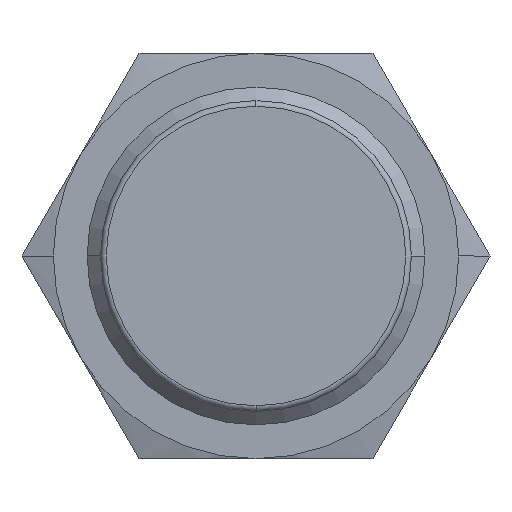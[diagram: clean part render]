
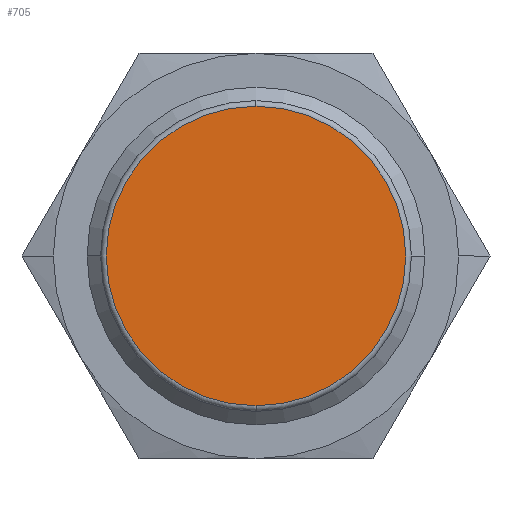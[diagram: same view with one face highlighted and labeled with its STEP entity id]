
A CAD part, left-side view. The second image highlights one B-rep face of the part: STEP entity #705.
In plain terms, the highlighted face is planar.
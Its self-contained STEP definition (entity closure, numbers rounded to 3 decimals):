
#203 = DIRECTION ( 'NONE',  ( 0., -1., 0. ) ) ;
#292 = CARTESIAN_POINT ( 'NONE',  ( 0., 40.278, 0. ) ) ;
#335 = AXIS2_PLACEMENT_3D ( 'NONE', #3802, #1106, #1419 ) ;
#618 = ORIENTED_EDGE ( 'NONE', *, *, #3405, .F. ) ;
#637 = CIRCLE ( 'NONE', #335, 13.3 ) ;
#705 = ADVANCED_FACE ( 'NONE', ( #2175 ), #1438, .T. ) ;
#873 = CARTESIAN_POINT ( 'NONE',  ( -6.65, 40.278, 0. ) ) ;
#1002 = CIRCLE ( 'NONE', #2880, 13.3 ) ;
#1106 = DIRECTION ( 'NONE',  ( 0., -1., 0. ) ) ;
#1419 = DIRECTION ( 'NONE',  ( -1., 0., 0. ) ) ;
#1438 = PLANE ( 'NONE',  #2955 ) ;
#1728 = ORIENTED_EDGE ( 'NONE', *, *, #1905, .F. ) ;
#1897 = CARTESIAN_POINT ( 'NONE',  ( 0., 40.278, -13.3 ) ) ;
#1905 = EDGE_CURVE ( 'NONE', #2248, #3793, #1002, .T. ) ;
#1990 = DIRECTION ( 'NONE',  ( -1., 0., 0. ) ) ;
#2002 = CARTESIAN_POINT ( 'NONE',  ( 0., 40.278, 13.3 ) ) ;
#2046 = DIRECTION ( 'NONE',  ( -1., 0., 0. ) ) ;
#2175 = FACE_OUTER_BOUND ( 'NONE', #3785, .T. ) ;
#2248 = VERTEX_POINT ( 'NONE', #1897 ) ;
#2880 = AXIS2_PLACEMENT_3D ( 'NONE', #292, #203, #1990 ) ;
#2955 = AXIS2_PLACEMENT_3D ( 'NONE', #873, #3642, #2046 ) ;
#3405 = EDGE_CURVE ( 'NONE', #3793, #2248, #637, .T. ) ;
#3642 = DIRECTION ( 'NONE',  ( 0., 1., 0. ) ) ;
#3785 = EDGE_LOOP ( 'NONE', ( #1728, #618 ) ) ;
#3793 = VERTEX_POINT ( 'NONE', #2002 ) ;
#3802 = CARTESIAN_POINT ( 'NONE',  ( 0., 40.278, 0. ) ) ;
